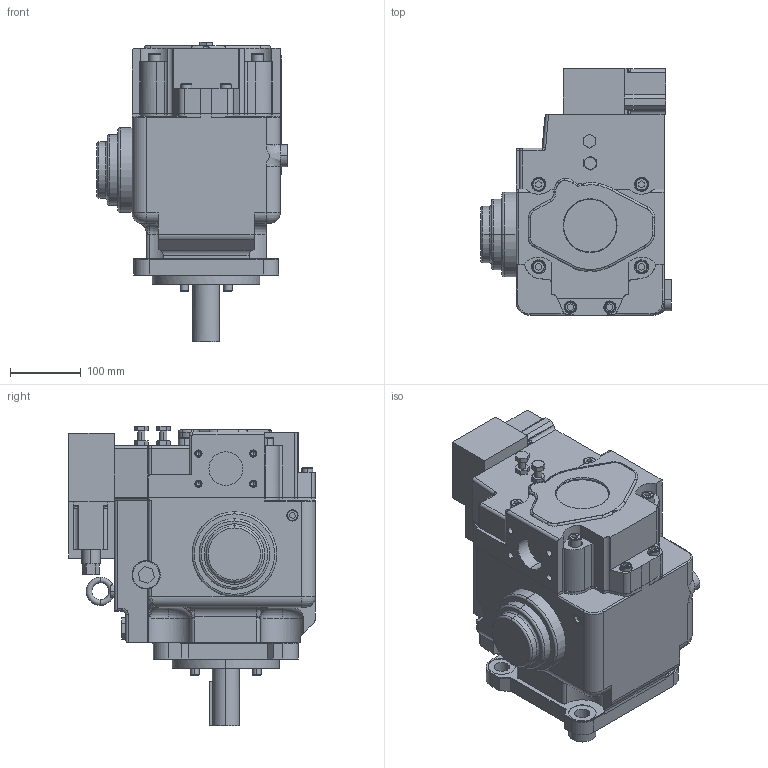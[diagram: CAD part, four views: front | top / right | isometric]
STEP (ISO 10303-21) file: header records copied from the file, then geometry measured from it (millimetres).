
FILE_DESCRIPTION (( 'STEP AP203' ), '1' );
FILE_NAME ('A90-FR04EH-LS-60_ASSY2.STEP', '2022-02-25T03:37:14', ( '' ), ( '' ), 'SwSTEP 2.0', 'SolidWorks 2019', '' );
FILE_SCHEMA (( 'CONFIG_CONTROL_DESIGN' ));
Length unit declared in the file: millimetre
Products named in the file (3): A90-FR04EH-LS-60_ASSY2; Prop valve -(OBE)-A70A90A145; A90-FR04EH-LS-60
Assembly tree (2 placements, depth 2):
  A90-FR04EH-LS-60_ASSY2
    A90-FR04EH-LS-60
    Prop valve -(OBE)-A70A90A145
Bounding box: 270 x 350 x 425.5 mm (x, y, z)
Volume: 16586942.2 mm3; surface area: 807213.5 mm2
Topology: 6 solids, 7 shells, 889 faces, 2211 edges, 1418 vertices
Faces by surface type: plane 482, cylinder 297, torus 64, cone 28, bspline 17, sphere 1
Entity records: 34811 total; most frequent: CARTESIAN_POINT 14805, ORIENTED_EDGE 4380, DIRECTION 3533, EDGE_CURVE 2190, VERTEX_POINT 1418, AXIS2_PLACEMENT_3D 1295, EDGE_LOOP 1002, VECTOR 943
